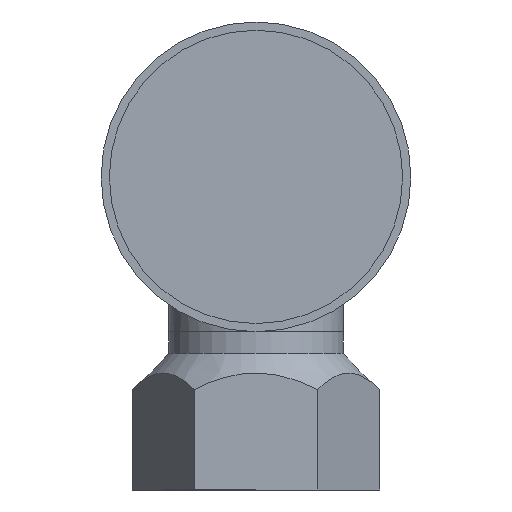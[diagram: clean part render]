
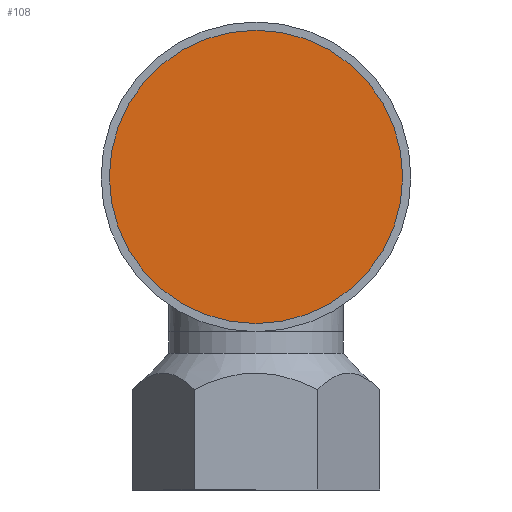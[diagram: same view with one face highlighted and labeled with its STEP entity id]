
A CAD part, front view. The second image highlights one B-rep face of the part: STEP entity #108.
In plain terms, the highlighted planar face has unit normal (0, -1, 0).
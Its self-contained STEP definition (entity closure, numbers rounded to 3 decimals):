
#108 = ADVANCED_FACE( '', ( #229 ), #230, .F. );
#229 = FACE_OUTER_BOUND( '', #347, .T. );
#230 = PLANE( '', #348 );
#347 = EDGE_LOOP( '', ( #526 ) );
#348 = AXIS2_PLACEMENT_3D( '', #527, #528, #529 );
#526 = ORIENTED_EDGE( '', *, *, #598, .F. );
#527 = CARTESIAN_POINT( '', ( 0., -71.5, 0. ) );
#528 = DIRECTION( '', ( 0., 1., 0. ) );
#529 = DIRECTION( '', ( 0., 0., 1. ) );
#598 = EDGE_CURVE( '', #688, #688, #689, .T. );
#688 = VERTEX_POINT( '', #952 );
#689 = CIRCLE( '', #953, 44.5 );
#952 = CARTESIAN_POINT( '', ( 44.5, -71.5, 0. ) );
#953 = AXIS2_PLACEMENT_3D( '', #1108, #1109, #1110 );
#1108 = CARTESIAN_POINT( '', ( 0., -71.5, 0. ) );
#1109 = DIRECTION( '', ( 0., 1., 0. ) );
#1110 = DIRECTION( '', ( 1., 0., 0. ) );
